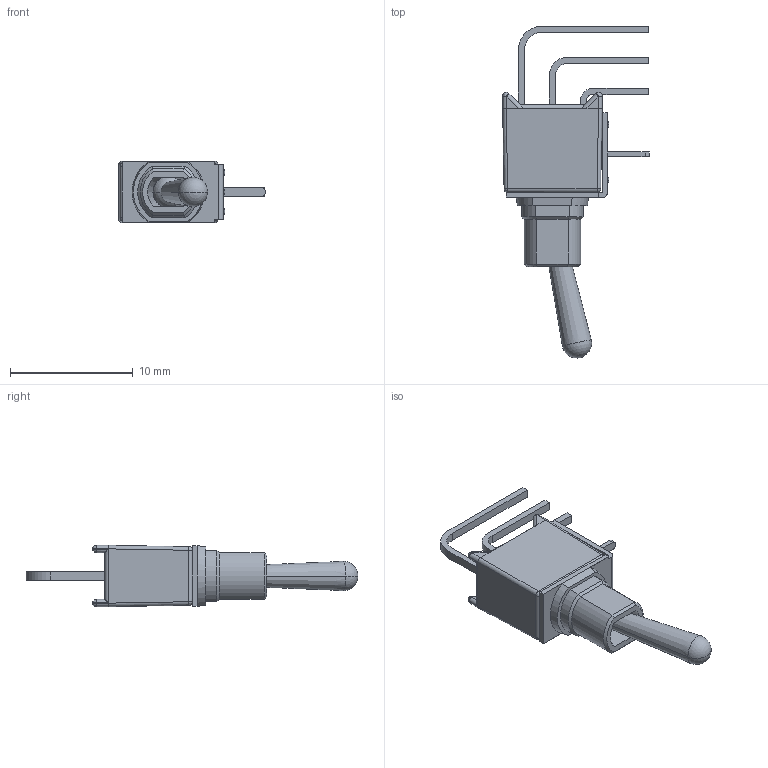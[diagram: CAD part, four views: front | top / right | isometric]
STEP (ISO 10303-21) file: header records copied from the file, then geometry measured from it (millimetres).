
FILE_DESCRIPTION((''),'2;1');
FILE_NAME('TL3_WW_5407','2012-07-13T',('francis'),(''),'PRO/ENGINEER BY PARAMETRIC TECHNOLOGY CORPORATION, 2011370','PRO/ENGINEER BY PARAMETRIC TECHNOLOGY CORPORATION, 2011370','');
FILE_SCHEMA(('CONFIG_CONTROL_DESIGN'));
Length unit declared in the file: millimetre
Products named in the file (1): TL3_WW_5407
Bounding box: 11.95 x 27.05 x 5 mm (x, y, z)
Volume: 297.7 mm3; surface area: 1031.4 mm2
Topology: 1 solids, 1 shells, 387 faces, 1037 edges, 648 vertices
Faces by surface type: plane 264, cylinder 66, cone 28, bspline 16, sphere 11, torus 2
Entity records: 12550 total; most frequent: CARTESIAN_POINT 2994, ORIENTED_EDGE 2058, DIRECTION 1856, EDGE_CURVE 1029, VECTOR 780, LINE 780, VERTEX_POINT 648, AXIS2_PLACEMENT_3D 538
